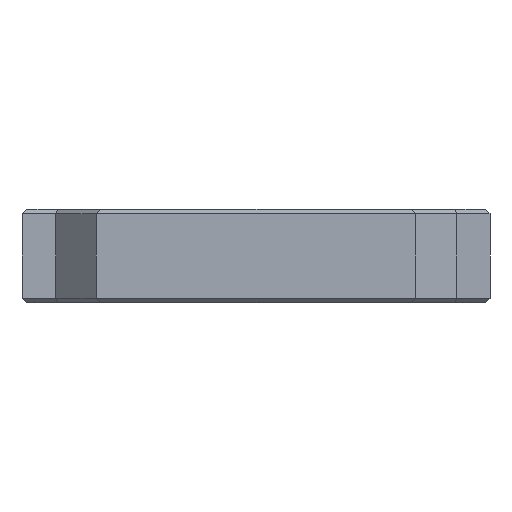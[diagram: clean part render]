
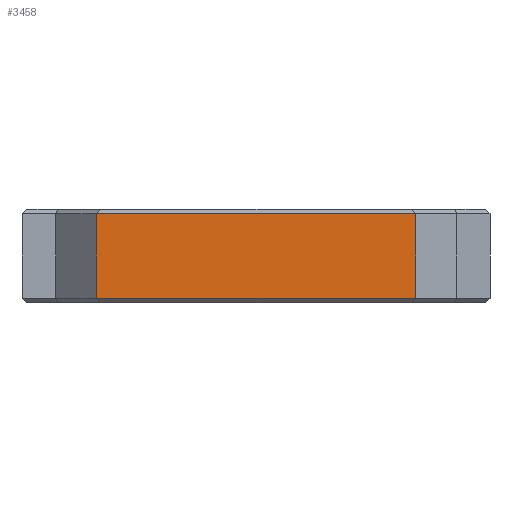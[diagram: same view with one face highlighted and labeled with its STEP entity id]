
A CAD part, left-side view. The second image highlights one B-rep face of the part: STEP entity #3458.
In plain terms, the highlighted planar face has unit normal (-1, 0, 0).
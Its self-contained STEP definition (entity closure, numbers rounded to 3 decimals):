
#287=PLANE('',#3628);
#477=FACE_OUTER_BOUND('',#684,.T.);
#684=EDGE_LOOP('',(#3135,#3136,#3137,#3138));
#1019=LINE('',#5822,#1402);
#1054=LINE('',#5890,#1437);
#1056=LINE('',#5894,#1439);
#1057=LINE('',#5895,#1440);
#1402=VECTOR('',#4161,10.);
#1437=VECTOR('',#4222,10.);
#1439=VECTOR('',#4226,10.);
#1440=VECTOR('',#4227,10.);
#1777=VERTEX_POINT('',#5815);
#1779=VERTEX_POINT('',#5821);
#1799=VERTEX_POINT('',#5889);
#1800=VERTEX_POINT('',#5893);
#2223=EDGE_CURVE('',#1777,#1779,#1019,.T.);
#2258=EDGE_CURVE('',#1779,#1799,#1054,.T.);
#2260=EDGE_CURVE('',#1777,#1800,#1056,.T.);
#2261=EDGE_CURVE('',#1799,#1800,#1057,.T.);
#3135=ORIENTED_EDGE('',*,*,#2223,.F.);
#3136=ORIENTED_EDGE('',*,*,#2260,.T.);
#3137=ORIENTED_EDGE('',*,*,#2261,.F.);
#3138=ORIENTED_EDGE('',*,*,#2258,.F.);
#3458=ADVANCED_FACE('',(#477),#287,.T.);
#3628=AXIS2_PLACEMENT_3D('',#5892,#4224,#4225);
#4161=DIRECTION('',(0.,1.,0.));
#4222=DIRECTION('',(0.,0.,1.));
#4224=DIRECTION('center_axis',(-1.,0.,0.));
#4225=DIRECTION('ref_axis',(0.,1.,0.));
#4226=DIRECTION('',(0.,0.,1.));
#4227=DIRECTION('',(0.,-1.,0.));
#5815=CARTESIAN_POINT('',(-60.33,3.93,12.5));
#5821=CARTESIAN_POINT('',(-60.33,37.93,12.5));
#5822=CARTESIAN_POINT('',(-60.33,12.53,12.5));
#5889=CARTESIAN_POINT('',(-60.33,37.93,21.5));
#5890=CARTESIAN_POINT('',(-60.33,37.93,12.));
#5892=CARTESIAN_POINT('Origin',(-60.33,4.13,22.));
#5893=CARTESIAN_POINT('',(-60.33,3.93,21.5));
#5894=CARTESIAN_POINT('',(-60.33,3.93,12.));
#5895=CARTESIAN_POINT('',(-60.33,12.53,21.5));
